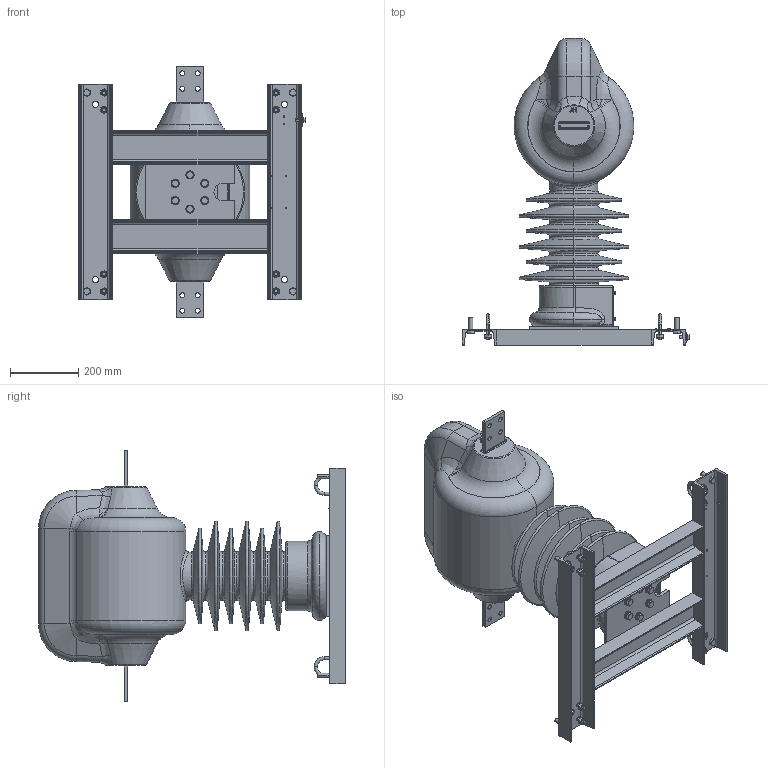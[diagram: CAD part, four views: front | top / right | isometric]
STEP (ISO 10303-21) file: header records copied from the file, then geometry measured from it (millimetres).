
FILE_DESCRIPTION (( 'STEP AP214' ), '1' );
FILE_NAME ('ﾒﾎﾋ-35 III-II(III; V-4; V-5) 粨.STEP', '2022-08-04T04:24:41', ( '' ), ( '' ), 'SwSTEP 2.0', 'SolidWorks 2010', '' );
FILE_SCHEMA (( 'AUTOMOTIVE_DESIGN' ));
Length unit declared in the file: millimetre
Products named in the file (1): ﾒﾎﾋ-35 III-II(III; V-4; V-5) 粨
Bounding box: 663.9 x 896 x 733 mm (x, y, z)
Volume: 61036595.7 mm3; surface area: 2712749.4 mm2
Topology: 79 solids, 79 shells, 1722 faces, 4072 edges, 2555 vertices
Faces by surface type: plane 726, cylinder 442, cone 314, torus 108, bspline 100, sphere 32
Entity records: 76259 total; most frequent: CARTESIAN_POINT 16848, DIRECTION 8388, ORIENTED_EDGE 8100, EDGE_CURVE 4050, AXIS2_PLACEMENT_3D 3237, VERTEX_POINT 2555, EDGE_LOOP 1941, VECTOR 1914
